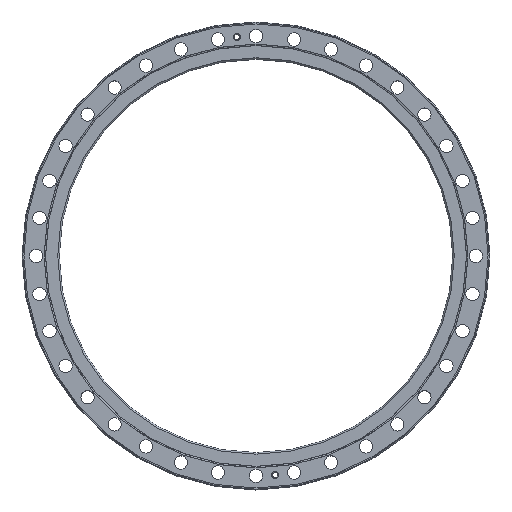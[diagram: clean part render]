
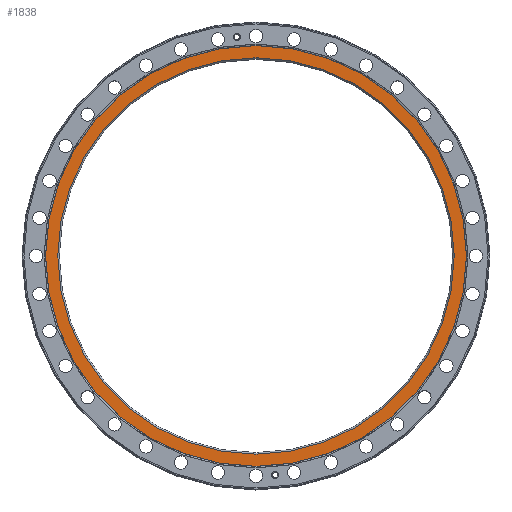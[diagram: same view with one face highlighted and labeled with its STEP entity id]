
A CAD part, top view. The second image highlights one B-rep face of the part: STEP entity #1838.
In plain terms, the highlighted planar face has unit normal (0, 0, 1).
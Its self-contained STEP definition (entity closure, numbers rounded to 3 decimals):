
#48 = DIRECTION ( 'NONE',  ( 1., 0., 0. ) ) ;
#231 = AXIS2_PLACEMENT_3D ( 'NONE', #3822, #1940, #48 ) ;
#260 = CIRCLE ( 'NONE', #494, 252. ) ;
#329 = CARTESIAN_POINT ( 'NONE',  ( -252., 0., 0. ) ) ;
#494 = AXIS2_PLACEMENT_3D ( 'NONE', #3558, #1690, #3888 ) ;
#619 = EDGE_LOOP ( 'NONE', ( #3032, #742 ) ) ;
#742 = ORIENTED_EDGE ( 'NONE', *, *, #1561, .F. ) ;
#857 = CIRCLE ( 'NONE', #1252, 267.466 ) ;
#1026 = CARTESIAN_POINT ( 'NONE',  ( 0., 0., 0. ) ) ;
#1049 = FACE_BOUND ( 'NONE', #619, .T. ) ;
#1081 = CARTESIAN_POINT ( 'NONE',  ( 267.466, 0., 0. ) ) ;
#1183 = PLANE ( 'NONE',  #1884 ) ;
#1252 = AXIS2_PLACEMENT_3D ( 'NONE', #1547, #3738, #1865 ) ;
#1349 = DIRECTION ( 'NONE',  ( 1., 0., 0. ) ) ;
#1547 = CARTESIAN_POINT ( 'NONE',  ( 0., 0., 0. ) ) ;
#1561 = EDGE_CURVE ( 'NONE', #3881, #3219, #260, .T. ) ;
#1690 = DIRECTION ( 'NONE',  ( 0., 0., 1. ) ) ;
#1838 = ADVANCED_FACE ( 'NONE', ( #1049, #3663 ), #1183, .F. ) ;
#1865 = DIRECTION ( 'NONE',  ( 1., 0., 0. ) ) ;
#1884 = AXIS2_PLACEMENT_3D ( 'NONE', #2755, #4015, #2126 ) ;
#1940 = DIRECTION ( 'NONE',  ( 0., 0., 1. ) ) ;
#2097 = VERTEX_POINT ( 'NONE', #1081 ) ;
#2126 = DIRECTION ( 'NONE',  ( -1., 0., 0. ) ) ;
#2191 = VERTEX_POINT ( 'NONE', #2370 ) ;
#2370 = CARTESIAN_POINT ( 'NONE',  ( -267.466, 0., 0. ) ) ;
#2538 = CIRCLE ( 'NONE', #231, 252. ) ;
#2626 = CARTESIAN_POINT ( 'NONE',  ( 252., 0., 0. ) ) ;
#2755 = CARTESIAN_POINT ( 'NONE',  ( 0., 252., 0. ) ) ;
#3032 = ORIENTED_EDGE ( 'NONE', *, *, #3136, .F. ) ;
#3036 = CIRCLE ( 'NONE', #3235, 267.466 ) ;
#3136 = EDGE_CURVE ( 'NONE', #3219, #3881, #2538, .T. ) ;
#3219 = VERTEX_POINT ( 'NONE', #2626 ) ;
#3230 = DIRECTION ( 'NONE',  ( 0., 0., 1. ) ) ;
#3235 = AXIS2_PLACEMENT_3D ( 'NONE', #1026, #3230, #1349 ) ;
#3236 = ORIENTED_EDGE ( 'NONE', *, *, #3791, .T. ) ;
#3558 = CARTESIAN_POINT ( 'NONE',  ( 0., 0., 0. ) ) ;
#3587 = EDGE_LOOP ( 'NONE', ( #4020, #3236 ) ) ;
#3650 = EDGE_CURVE ( 'NONE', #2191, #2097, #3036, .T. ) ;
#3663 = FACE_OUTER_BOUND ( 'NONE', #3587, .T. ) ;
#3738 = DIRECTION ( 'NONE',  ( 0., 0., 1. ) ) ;
#3791 = EDGE_CURVE ( 'NONE', #2097, #2191, #857, .T. ) ;
#3822 = CARTESIAN_POINT ( 'NONE',  ( 0., 0., 0. ) ) ;
#3881 = VERTEX_POINT ( 'NONE', #329 ) ;
#3888 = DIRECTION ( 'NONE',  ( 1., 0., 0. ) ) ;
#4015 = DIRECTION ( 'NONE',  ( 0., 0., -1. ) ) ;
#4020 = ORIENTED_EDGE ( 'NONE', *, *, #3650, .T. ) ;
